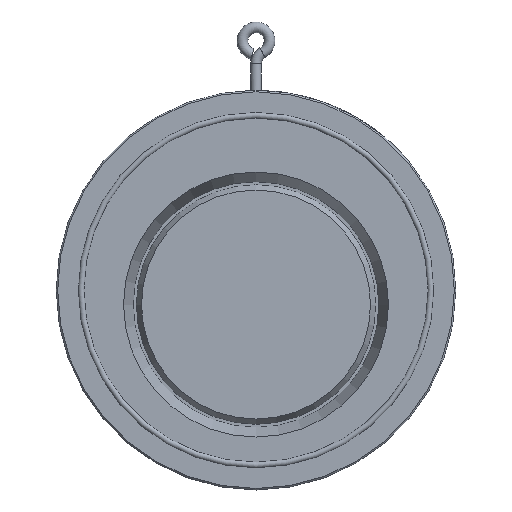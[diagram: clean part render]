
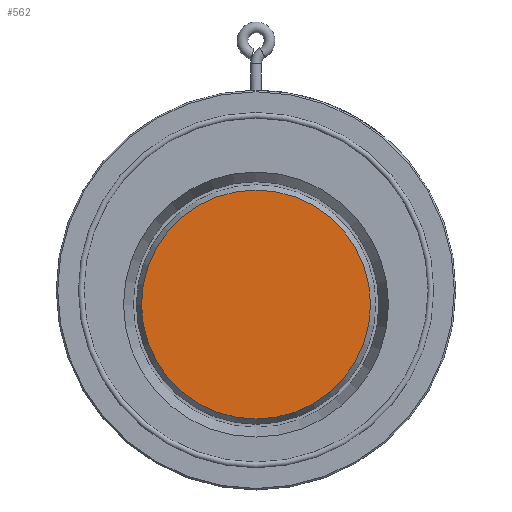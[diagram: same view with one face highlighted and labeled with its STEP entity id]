
A CAD part, top view. The second image highlights one B-rep face of the part: STEP entity #562.
In plain terms, the highlighted planar face has unit normal (0, 0, 1).
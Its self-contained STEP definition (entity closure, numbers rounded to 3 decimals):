
#562 = ADVANCED_FACE ( 'NONE', ( #19741 ), #5562, .T. ) ;
#4298 = DIRECTION ( 'NONE',  ( 0., 0., -1. ) ) ;
#4857 = EDGE_CURVE ( 'NONE', #17422, #17422, #15521, .T. ) ;
#5562 = PLANE ( 'NONE',  #13510 ) ;
#6871 = CARTESIAN_POINT ( 'NONE',  ( -63.613, -8., -0.5 ) ) ;
#7819 = EDGE_LOOP ( 'NONE', ( #15783 ) ) ;
#8444 = DIRECTION ( 'NONE',  ( 0., 0., 1. ) ) ;
#11182 = AXIS2_PLACEMENT_3D ( 'NONE', #13750, #4298, #15327 ) ;
#13510 = AXIS2_PLACEMENT_3D ( 'NONE', #15019, #8444, #15430 ) ;
#13750 = CARTESIAN_POINT ( 'NONE',  ( 0., -8., -0.5 ) ) ;
#15019 = CARTESIAN_POINT ( 'NONE',  ( 0., 55.613, -0.5 ) ) ;
#15327 = DIRECTION ( 'NONE',  ( -1., 0., 0. ) ) ;
#15430 = DIRECTION ( 'NONE',  ( 1., 0., 0. ) ) ;
#15521 = CIRCLE ( 'NONE', #11182, 63.613 ) ;
#15783 = ORIENTED_EDGE ( 'NONE', *, *, #4857, .F. ) ;
#17422 = VERTEX_POINT ( 'NONE', #6871 ) ;
#19741 = FACE_OUTER_BOUND ( 'NONE', #7819, .T. ) ;
